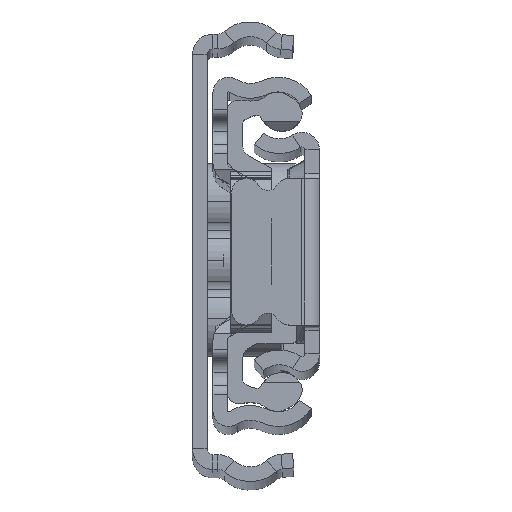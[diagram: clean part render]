
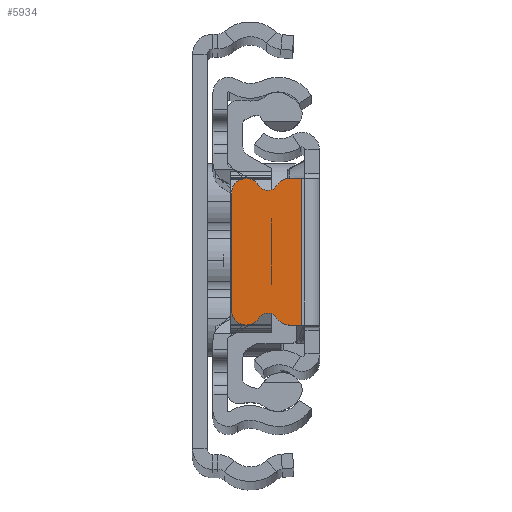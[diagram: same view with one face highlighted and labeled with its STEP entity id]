
A CAD part, top view. The second image highlights one B-rep face of the part: STEP entity #5934.
In plain terms, the highlighted planar face has unit normal (0, 0, 1).
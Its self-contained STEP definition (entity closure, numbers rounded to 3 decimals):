
#376 = DIRECTION ( 'NONE',  ( 0., 0., -1. ) ) ;
#387 = ORIENTED_EDGE ( 'NONE', *, *, #16621, .F. ) ;
#720 = EDGE_CURVE ( 'NONE', #5385, #5508, #7828, .T. ) ;
#803 = CARTESIAN_POINT ( 'NONE',  ( -1.8, 7.5, 0. ) ) ;
#1122 = EDGE_CURVE ( 'NONE', #19078, #19900, #10807, .T. ) ;
#1335 = CARTESIAN_POINT ( 'NONE',  ( -3.08, -6., 0. ) ) ;
#1349 = CIRCLE ( 'NONE', #14049, 1.1 ) ;
#1409 = DIRECTION ( 'NONE',  ( 0., 1., 0. ) ) ;
#1688 = PLANE ( 'NONE',  #8290 ) ;
#1977 = CIRCLE ( 'NONE', #16027, 1.1 ) ;
#2265 = DIRECTION ( 'NONE',  ( 0., -1., 0. ) ) ;
#2434 = EDGE_CURVE ( 'NONE', #18712, #18630, #14094, .T. ) ;
#2533 = CIRCLE ( 'NONE', #7312, 1.5 ) ;
#2534 = VECTOR ( 'NONE', #3942, 1000. ) ;
#2881 = CARTESIAN_POINT ( 'NONE',  ( -5.29, 7.37, 0. ) ) ;
#2952 = EDGE_CURVE ( 'NONE', #10869, #12249, #19235, .T. ) ;
#3005 = CARTESIAN_POINT ( 'NONE',  ( -9., 6., 0. ) ) ;
#3286 = CARTESIAN_POINT ( 'NONE',  ( -9., 6., 0. ) ) ;
#3425 = LINE ( 'NONE', #3005, #8582 ) ;
#3776 = ORIENTED_EDGE ( 'NONE', *, *, #2434, .T. ) ;
#3786 = CARTESIAN_POINT ( 'NONE',  ( -5.29, 6.27, 0. ) ) ;
#3942 = DIRECTION ( 'NONE',  ( -1., 0., 0. ) ) ;
#4486 = EDGE_CURVE ( 'NONE', #12249, #11501, #3425, .T. ) ;
#4512 = DIRECTION ( 'NONE',  ( 0., 0., 1. ) ) ;
#4654 = DIRECTION ( 'NONE',  ( 0., 1., 0. ) ) ;
#4967 = ORIENTED_EDGE ( 'NONE', *, *, #17536, .T. ) ;
#5016 = DIRECTION ( 'NONE',  ( 0., 1., 0. ) ) ;
#5065 = DIRECTION ( 'NONE',  ( 0., 1., 0. ) ) ;
#5234 = AXIS2_PLACEMENT_3D ( 'NONE', #12873, #13089, #5016 ) ;
#5385 = VERTEX_POINT ( 'NONE', #13972 ) ;
#5508 = VERTEX_POINT ( 'NONE', #18878 ) ;
#5607 = DIRECTION ( 'NONE',  ( 0., 1., 0. ) ) ;
#5775 = AXIS2_PLACEMENT_3D ( 'NONE', #1335, #20964, #4654 ) ;
#5925 = CIRCLE ( 'NONE', #5234, 1.1 ) ;
#5934 = ADVANCED_FACE ( 'NONE', ( #16189 ), #1688, .T. ) ;
#5947 = ORIENTED_EDGE ( 'NONE', *, *, #10970, .T. ) ;
#6617 = VECTOR ( 'NONE', #15750, 1000. ) ;
#6703 = CARTESIAN_POINT ( 'NONE',  ( -7.5, -6., 0. ) ) ;
#6913 = AXIS2_PLACEMENT_3D ( 'NONE', #6703, #11207, #11109 ) ;
#6997 = VERTEX_POINT ( 'NONE', #16296 ) ;
#7028 = VERTEX_POINT ( 'NONE', #11358 ) ;
#7312 = AXIS2_PLACEMENT_3D ( 'NONE', #12376, #13987, #5607 ) ;
#7828 = CIRCLE ( 'NONE', #5775, 1.5 ) ;
#8290 = AXIS2_PLACEMENT_3D ( 'NONE', #19488, #14908, #19600 ) ;
#8366 = CARTESIAN_POINT ( 'NONE',  ( -6.225, 6.79, 0. ) ) ;
#8473 = CARTESIAN_POINT ( 'NONE',  ( -3.08, 7.5, 0. ) ) ;
#8582 = VECTOR ( 'NONE', #14928, 1000. ) ;
#8666 = VECTOR ( 'NONE', #2265, 1000. ) ;
#9913 = DIRECTION ( 'NONE',  ( 0., 0., 1. ) ) ;
#9964 = ORIENTED_EDGE ( 'NONE', *, *, #17248, .T. ) ;
#10490 = ORIENTED_EDGE ( 'NONE', *, *, #2952, .T. ) ;
#10638 = ORIENTED_EDGE ( 'NONE', *, *, #18908, .T. ) ;
#10673 = AXIS2_PLACEMENT_3D ( 'NONE', #15090, #9913, #15307 ) ;
#10807 = LINE ( 'NONE', #18729, #2534 ) ;
#10869 = VERTEX_POINT ( 'NONE', #8366 ) ;
#10970 = EDGE_CURVE ( 'NONE', #6997, #17473, #1349, .T. ) ;
#11069 = CARTESIAN_POINT ( 'NONE',  ( -7.5, 6., 0. ) ) ;
#11109 = DIRECTION ( 'NONE',  ( 0., 1., 0. ) ) ;
#11179 = EDGE_LOOP ( 'NONE', ( #387, #19387, #4967, #5947, #14276, #10490, #20932, #10638, #3776, #16153, #14868, #9964 ) ) ;
#11207 = DIRECTION ( 'NONE',  ( 0., 0., 1. ) ) ;
#11358 = CARTESIAN_POINT ( 'NONE',  ( -1.8, -7.5, 0. ) ) ;
#11501 = VERTEX_POINT ( 'NONE', #18934 ) ;
#11976 = CARTESIAN_POINT ( 'NONE',  ( -6.225, -6.79, 0. ) ) ;
#12249 = VERTEX_POINT ( 'NONE', #3286 ) ;
#12376 = CARTESIAN_POINT ( 'NONE',  ( -3.08, 6., 0. ) ) ;
#12393 = AXIS2_PLACEMENT_3D ( 'NONE', #11069, #4512, #1409 ) ;
#12873 = CARTESIAN_POINT ( 'NONE',  ( -5.29, -7.37, 0. ) ) ;
#13089 = DIRECTION ( 'NONE',  ( 0., 0., -1. ) ) ;
#13783 = EDGE_CURVE ( 'NONE', #17473, #10869, #1977, .T. ) ;
#13972 = CARTESIAN_POINT ( 'NONE',  ( -4.355, -6.79, 0. ) ) ;
#13987 = DIRECTION ( 'NONE',  ( 0., 0., 1. ) ) ;
#14034 = LINE ( 'NONE', #17566, #6617 ) ;
#14049 = AXIS2_PLACEMENT_3D ( 'NONE', #2881, #19388, #19167 ) ;
#14094 = CIRCLE ( 'NONE', #10673, 1.5 ) ;
#14276 = ORIENTED_EDGE ( 'NONE', *, *, #13783, .T. ) ;
#14868 = ORIENTED_EDGE ( 'NONE', *, *, #720, .T. ) ;
#14908 = DIRECTION ( 'NONE',  ( 0., 0., 1. ) ) ;
#14928 = DIRECTION ( 'NONE',  ( 0., -1., 0. ) ) ;
#15090 = CARTESIAN_POINT ( 'NONE',  ( -7.5, -6., 0. ) ) ;
#15220 = CARTESIAN_POINT ( 'NONE',  ( -7.5, -7.5, 0. ) ) ;
#15307 = DIRECTION ( 'NONE',  ( 0., 1., 0. ) ) ;
#15750 = DIRECTION ( 'NONE',  ( 1., 0., 0. ) ) ;
#15840 = CARTESIAN_POINT ( 'NONE',  ( -5.29, 7.37, 0. ) ) ;
#16027 = AXIS2_PLACEMENT_3D ( 'NONE', #15840, #376, #5065 ) ;
#16153 = ORIENTED_EDGE ( 'NONE', *, *, #16943, .T. ) ;
#16189 = FACE_OUTER_BOUND ( 'NONE', #11179, .T. ) ;
#16296 = CARTESIAN_POINT ( 'NONE',  ( -4.355, 6.79, 0. ) ) ;
#16621 = EDGE_CURVE ( 'NONE', #19078, #7028, #18659, .T. ) ;
#16943 = EDGE_CURVE ( 'NONE', #18630, #5385, #5925, .T. ) ;
#17248 = EDGE_CURVE ( 'NONE', #5508, #7028, #14034, .T. ) ;
#17473 = VERTEX_POINT ( 'NONE', #3786 ) ;
#17536 = EDGE_CURVE ( 'NONE', #19900, #6997, #2533, .T. ) ;
#17566 = CARTESIAN_POINT ( 'NONE',  ( 0.7, -7.5, 0. ) ) ;
#18442 = CARTESIAN_POINT ( 'NONE',  ( -1.8, -10.425, 0. ) ) ;
#18630 = VERTEX_POINT ( 'NONE', #11976 ) ;
#18659 = LINE ( 'NONE', #18442, #8666 ) ;
#18712 = VERTEX_POINT ( 'NONE', #15220 ) ;
#18729 = CARTESIAN_POINT ( 'NONE',  ( 0.7, 7.5, 0. ) ) ;
#18878 = CARTESIAN_POINT ( 'NONE',  ( -3.08, -7.5, 0. ) ) ;
#18908 = EDGE_CURVE ( 'NONE', #11501, #18712, #19917, .T. ) ;
#18934 = CARTESIAN_POINT ( 'NONE',  ( -9., -6., 0. ) ) ;
#19078 = VERTEX_POINT ( 'NONE', #803 ) ;
#19167 = DIRECTION ( 'NONE',  ( 0., 1., 0. ) ) ;
#19235 = CIRCLE ( 'NONE', #12393, 1.5 ) ;
#19387 = ORIENTED_EDGE ( 'NONE', *, *, #1122, .T. ) ;
#19388 = DIRECTION ( 'NONE',  ( 0., 0., -1. ) ) ;
#19488 = CARTESIAN_POINT ( 'NONE',  ( 493.5, -10.425, 0. ) ) ;
#19600 = DIRECTION ( 'NONE',  ( 0., 1., 0. ) ) ;
#19900 = VERTEX_POINT ( 'NONE', #8473 ) ;
#19917 = CIRCLE ( 'NONE', #6913, 1.5 ) ;
#20932 = ORIENTED_EDGE ( 'NONE', *, *, #4486, .T. ) ;
#20964 = DIRECTION ( 'NONE',  ( 0., 0., 1. ) ) ;
